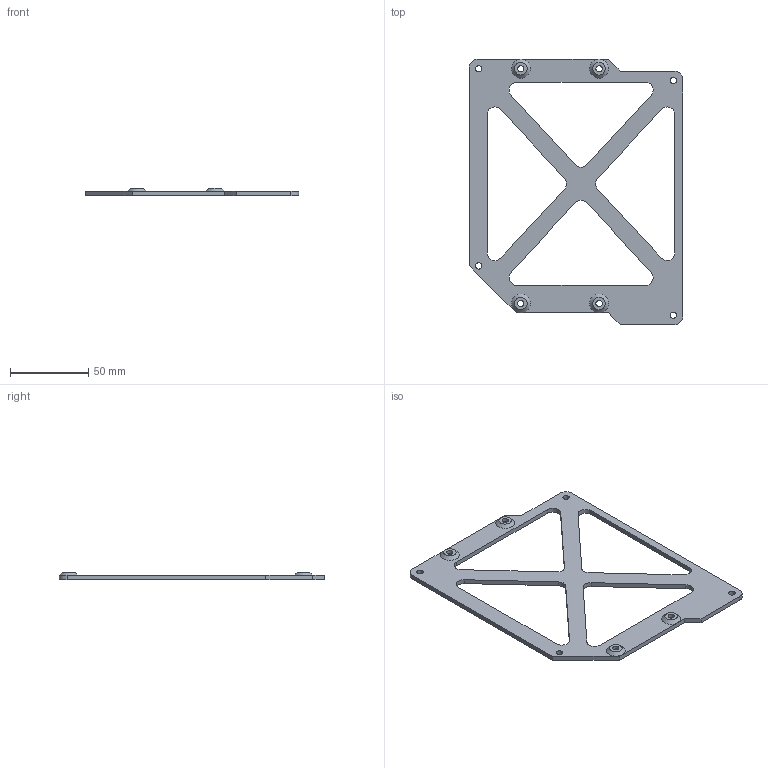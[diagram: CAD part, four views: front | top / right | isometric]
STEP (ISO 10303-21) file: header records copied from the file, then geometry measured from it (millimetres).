
FILE_DESCRIPTION(('FreeCAD Model'),'2;1');
FILE_NAME('psu-mounting-template.step','2019-07-13T23:07:16', ('Author'),(''),'Open CASCADE STEP processor 7.2','FreeCAD','Unknown' );
FILE_SCHEMA(('AUTOMOTIVE_DESIGN { 1 0 10303 214 1 1 1 1 }'));
Length unit declared in the file: millimetre
Products named in the file (1): psu-mounting-template
Bounding box: 136.5 x 169.5 x 5 mm (x, y, z)
Volume: 30157.5 mm3; surface area: 24836.6 mm2
Topology: 1 solids, 1 shells, 62 faces, 168 edges, 108 vertices
Faces by surface type: cylinder 31, plane 27, cone 4
Full cylindrical faces by diameter (mm): 4 x12, 12 x4
Entity records: 4167 total; most frequent: CARTESIAN_POINT 757, DIRECTION 656, LINE 360, VECTOR 360, ORIENTED_EDGE 328, PCURVE 328, DEFINITIONAL_REPRESENTATION 328, EDGE_CURVE 164
